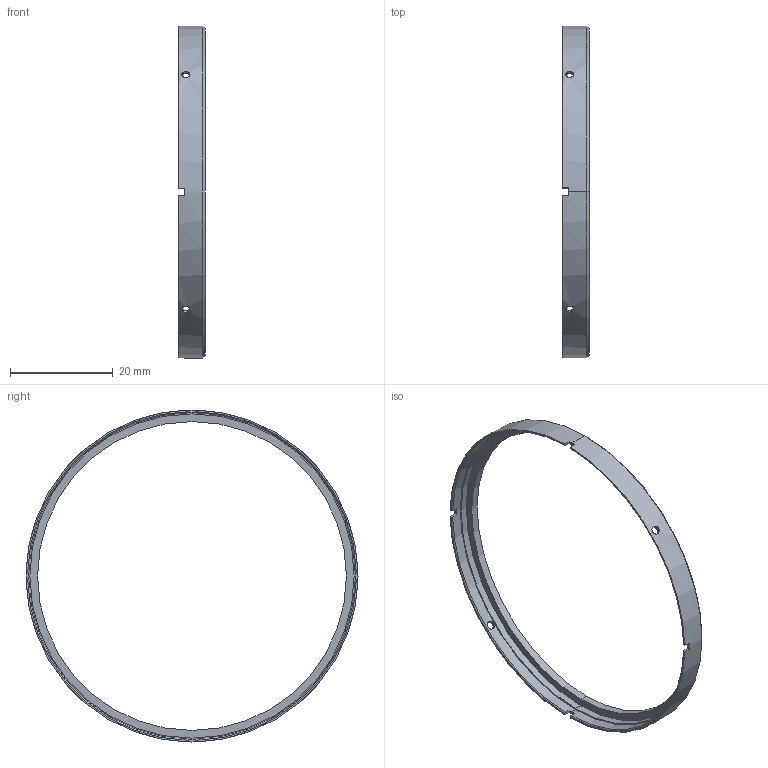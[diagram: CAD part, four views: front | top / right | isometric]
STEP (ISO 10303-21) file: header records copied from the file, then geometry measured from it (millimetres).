
FILE_DESCRIPTION (( 'STEP AP214' ), '1' );
FILE_NAME ('庈狪.711154.024 - 昜譇瘔.STEP', '2024-11-18T13:31:51', ( '' ), ( '' ), 'SwSTEP 2.0', 'SolidWorks 2023', '' );
FILE_SCHEMA (( 'AUTOMOTIVE_DESIGN' ));
Length unit declared in the file: millimetre
Products named in the file (1): КРПГ.711154.024 - Оправа
Bounding box: 5.2 x 64.5 x 64.5 mm (x, y, z)
Volume: 1064.8 mm3; surface area: 2854.3 mm2
Topology: 1 solids, 1 shells, 41 faces, 112 edges, 74 vertices
Faces by surface type: plane 19, cylinder 16, cone 6
Entity records: 1551 total; most frequent: CARTESIAN_POINT 476, ORIENTED_EDGE 224, DIRECTION 210, EDGE_CURVE 112, AXIS2_PLACEMENT_3D 80, VERTEX_POINT 74, EDGE_LOOP 52, LINE 50
